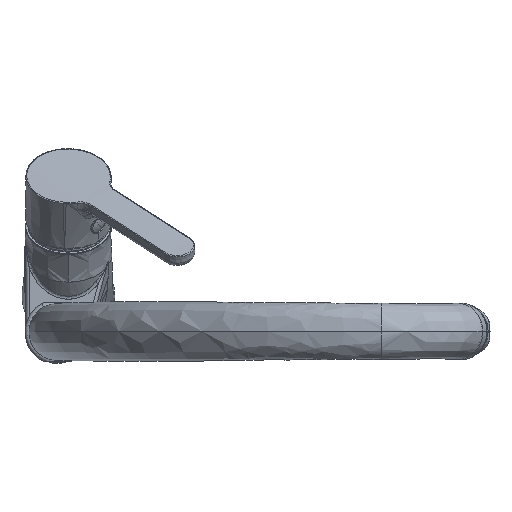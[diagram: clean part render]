
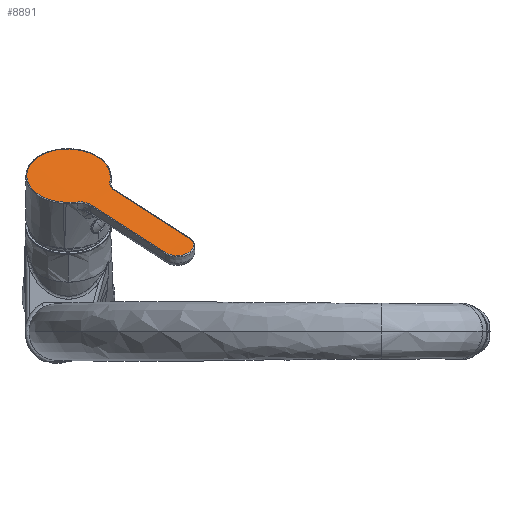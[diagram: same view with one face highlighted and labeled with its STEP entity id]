
A CAD part, top view. The second image highlights one B-rep face of the part: STEP entity #8891.
In plain terms, the highlighted cylindrical face has radius 500 mm (diameter 1000 mm), a partial arc.
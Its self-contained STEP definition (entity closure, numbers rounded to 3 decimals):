
#8521=CARTESIAN_POINT('Vertex',(20.567,56.874,80.361)) ;
#8531=CARTESIAN_POINT('Vertex',(20.638,60.241,76.189)) ;
#8535=CARTESIAN_POINT('Control Point',(20.638,60.241,76.189)) ;
#8536=CARTESIAN_POINT('Control Point',(20.772,59.572,77.017)) ;
#8537=CARTESIAN_POINT('Control Point',(20.833,58.896,77.855)) ;
#8538=CARTESIAN_POINT('Control Point',(20.818,58.218,78.696)) ;
#8539=CARTESIAN_POINT('Control Point',(20.729,57.543,79.533)) ;
#8540=CARTESIAN_POINT('Control Point',(20.567,56.874,80.361)) ;
#8715=CARTESIAN_POINT('Vertex',(20.448,61.193,75.007)) ;
#8725=CARTESIAN_POINT('Vertex',(-14.561,69.111,65.983)) ;
#8729=CARTESIAN_POINT('Control Point',(-14.561,69.111,65.983)) ;
#8730=CARTESIAN_POINT('Control Point',(-10.871,71.483,63.156)) ;
#8731=CARTESIAN_POINT('Control Point',(-6.014,73.056,61.177)) ;
#8732=CARTESIAN_POINT('Control Point',(-0.48,73.497,60.433)) ;
#8733=CARTESIAN_POINT('Control Point',(9.023,72.267,61.577)) ;
#8734=CARTESIAN_POINT('Control Point',(16.152,68.244,66.319)) ;
#8735=CARTESIAN_POINT('Control Point',(18.514,66.082,68.948)) ;
#8736=CARTESIAN_POINT('Control Point',(19.958,63.672,71.93)) ;
#8737=CARTESIAN_POINT('Control Point',(20.448,61.193,75.007)) ;
#8778=CARTESIAN_POINT('Control Point',(20.638,60.241,76.189)) ;
#8779=CARTESIAN_POINT('Control Point',(20.601,60.425,75.96)) ;
#8780=CARTESIAN_POINT('Control Point',(20.563,60.613,75.728)) ;
#8781=CARTESIAN_POINT('Control Point',(20.525,60.803,75.491)) ;
#8782=CARTESIAN_POINT('Control Point',(20.487,60.997,75.251)) ;
#8783=CARTESIAN_POINT('Control Point',(20.448,61.193,75.007)) ;
#8792=CARTESIAN_POINT('Axis2P3D Location',(22.449,-337.701,-227.059)) ;
#8797=CARTESIAN_POINT('Line Origine',(16.78,41.628,98.636)) ;
#8801=CARTESIAN_POINT('Vertex',(11.619,44.945,94.683)) ;
#8803=CARTESIAN_POINT('Vertex',(48.424,21.287,122.877)) ;
#8807=CARTESIAN_POINT('Control Point',(48.424,21.287,122.877)) ;
#8808=CARTESIAN_POINT('Control Point',(49.6,20.531,123.778)) ;
#8809=CARTESIAN_POINT('Control Point',(51.082,19.977,124.45)) ;
#8810=CARTESIAN_POINT('Control Point',(52.764,19.694,124.809)) ;
#8811=CARTESIAN_POINT('Control Point',(55.343,19.71,124.824)) ;
#8812=CARTESIAN_POINT('Control Point',(57.678,20.325,124.115)) ;
#8813=CARTESIAN_POINT('Control Point',(58.412,20.594,123.801)) ;
#8814=CARTESIAN_POINT('Control Point',(60.427,21.569,122.647)) ;
#8815=CARTESIAN_POINT('Control Point',(61.765,22.979,120.951)) ;
#8816=CARTESIAN_POINT('Control Point',(62.247,24.046,119.658)) ;
#8817=CARTESIAN_POINT('Control Point',(62.287,25.715,117.634)) ;
#8818=CARTESIAN_POINT('Control Point',(61.349,27.235,115.798)) ;
#8819=CARTESIAN_POINT('Control Point',(60.915,27.728,115.204)) ;
#8820=CARTESIAN_POINT('Control Point',(60.381,28.178,114.665)) ;
#8821=CARTESIAN_POINT('Control Point',(59.763,28.576,114.191)) ;
#8822=CARTESIAN_POINT('Vertex',(59.763,28.576,114.191)) ;
#8825=CARTESIAN_POINT('Line Origine',(28.119,48.916,89.95)) ;
#8829=CARTESIAN_POINT('Vertex',(22.958,52.234,85.997)) ;
#8833=CARTESIAN_POINT('Control Point',(22.958,52.234,85.997)) ;
#8834=CARTESIAN_POINT('Control Point',(21.549,53.139,84.917)) ;
#8835=CARTESIAN_POINT('Control Point',(20.579,54.324,83.491)) ;
#8836=CARTESIAN_POINT('Control Point',(20.266,55.637,81.893)) ;
#8837=CARTESIAN_POINT('Control Point',(20.567,56.874,80.361)) ;
#8840=CARTESIAN_POINT('Control Point',(-14.561,69.111,65.983)) ;
#8841=CARTESIAN_POINT('Control Point',(-17.393,67.291,68.152)) ;
#8842=CARTESIAN_POINT('Control Point',(-19.537,64.999,70.821)) ;
#8843=CARTESIAN_POINT('Control Point',(-20.771,62.376,73.821)) ;
#8844=CARTESIAN_POINT('Control Point',(-21.099,58.306,78.458)) ;
#8845=CARTESIAN_POINT('Control Point',(-19.277,54.52,82.807)) ;
#8846=CARTESIAN_POINT('Control Point',(-18.438,53.318,84.196)) ;
#8847=CARTESIAN_POINT('Control Point',(-15.702,50.413,87.581)) ;
#8848=CARTESIAN_POINT('Control Point',(-11.682,48.214,90.227)) ;
#8849=CARTESIAN_POINT('Control Point',(-8.823,47.212,91.48)) ;
#8850=CARTESIAN_POINT('Control Point',(-5.729,46.608,92.289)) ;
#8851=CARTESIAN_POINT('Control Point',(-2.559,46.405,92.632)) ;
#8852=CARTESIAN_POINT('Vertex',(-2.559,46.405,92.632)) ;
#8856=CARTESIAN_POINT('Control Point',(-2.559,46.405,92.632)) ;
#8857=CARTESIAN_POINT('Control Point',(-2.045,46.372,92.687)) ;
#8858=CARTESIAN_POINT('Control Point',(-1.539,46.339,92.742)) ;
#8859=CARTESIAN_POINT('Control Point',(-1.041,46.306,92.796)) ;
#8860=CARTESIAN_POINT('Vertex',(-1.041,46.306,92.796)) ;
#8864=CARTESIAN_POINT('Control Point',(-1.041,46.306,92.796)) ;
#8865=CARTESIAN_POINT('Control Point',(0.735,46.188,92.989)) ;
#8866=CARTESIAN_POINT('Control Point',(2.546,46.231,92.994)) ;
#8867=CARTESIAN_POINT('Control Point',(4.319,46.43,92.808)) ;
#8868=CARTESIAN_POINT('Vertex',(4.319,46.43,92.808)) ;
#8872=CARTESIAN_POINT('Control Point',(11.619,44.945,94.683)) ;
#8873=CARTESIAN_POINT('Control Point',(10.21,45.851,93.604)) ;
#8874=CARTESIAN_POINT('Control Point',(8.356,46.467,92.855)) ;
#8875=CARTESIAN_POINT('Control Point',(6.288,46.652,92.601)) ;
#8876=CARTESIAN_POINT('Control Point',(4.319,46.43,92.808)) ;
#8799=VECTOR('Line Direction',#8798,1.) ;
#8827=VECTOR('Line Direction',#8826,1.) ;
#8793=DIRECTION('Axis2P3D Direction',(0.707,-0.455,0.542)) ;
#8794=DIRECTION('Axis2P3D XDirection',(0.03,0.785,0.619)) ;
#8798=DIRECTION('Vector Direction',(0.707,-0.455,0.542)) ;
#8826=DIRECTION('Vector Direction',(0.707,-0.455,0.542)) ;
#8795=AXIS2_PLACEMENT_3D('Cylinder Axis2P3D',#8792,#8793,#8794) ;
#8800=LINE('Line',#8797,#8799) ;
#8828=LINE('Line',#8825,#8827) ;
#8796=CYLINDRICAL_SURFACE('generated cylinder',#8795,500.) ;
#8541=EDGE_CURVE('',#8522,#8532,#8534,.F.) ;
#8738=EDGE_CURVE('',#8716,#8726,#8728,.F.) ;
#8784=EDGE_CURVE('',#8532,#8716,#8777,.T.) ;
#8805=EDGE_CURVE('',#8802,#8804,#8800,.T.) ;
#8824=EDGE_CURVE('',#8804,#8823,#8806,.T.) ;
#8831=EDGE_CURVE('',#8823,#8830,#8828,.F.) ;
#8838=EDGE_CURVE('',#8830,#8522,#8832,.T.) ;
#8854=EDGE_CURVE('',#8726,#8853,#8839,.T.) ;
#8862=EDGE_CURVE('',#8853,#8861,#8855,.T.) ;
#8870=EDGE_CURVE('',#8861,#8869,#8863,.T.) ;
#8877=EDGE_CURVE('',#8869,#8802,#8871,.F.) ;
#8879=ORIENTED_EDGE('',*,*,#8805,.T.) ;
#8880=ORIENTED_EDGE('',*,*,#8824,.T.) ;
#8881=ORIENTED_EDGE('',*,*,#8831,.T.) ;
#8882=ORIENTED_EDGE('',*,*,#8838,.T.) ;
#8883=ORIENTED_EDGE('',*,*,#8541,.T.) ;
#8884=ORIENTED_EDGE('',*,*,#8784,.T.) ;
#8885=ORIENTED_EDGE('',*,*,#8738,.T.) ;
#8886=ORIENTED_EDGE('',*,*,#8854,.T.) ;
#8887=ORIENTED_EDGE('',*,*,#8862,.T.) ;
#8888=ORIENTED_EDGE('',*,*,#8870,.T.) ;
#8889=ORIENTED_EDGE('',*,*,#8877,.T.) ;
#8878=EDGE_LOOP('',(#8879,#8880,#8881,#8882,#8883,#8884,#8885,#8886,#8887,#8888,#8889)) ;
#8522=VERTEX_POINT('',#8521) ;
#8532=VERTEX_POINT('',#8531) ;
#8716=VERTEX_POINT('',#8715) ;
#8726=VERTEX_POINT('',#8725) ;
#8802=VERTEX_POINT('',#8801) ;
#8804=VERTEX_POINT('',#8803) ;
#8823=VERTEX_POINT('',#8822) ;
#8830=VERTEX_POINT('',#8829) ;
#8853=VERTEX_POINT('',#8852) ;
#8861=VERTEX_POINT('',#8860) ;
#8869=VERTEX_POINT('',#8868) ;
#8891=ADVANCED_FACE('P32539.1',(#8890),#8796,.T.) ;
#8534=B_SPLINE_CURVE_WITH_KNOTS('',5,(#8535,#8536,#8537,#8538,#8539,#8540),.UNSPECIFIED.,.F.,.U.,(6,6),(39.814,45.288),.UNSPECIFIED.) ;
#8728=B_SPLINE_CURVE_WITH_KNOTS('',5,(#8729,#8730,#8731,#8732,#8733,#8734,#8735,#8736,#8737),.UNSPECIFIED.,.F.,.U.,(6,3,6),(204.965,232.187,252.962),.UNSPECIFIED.) ;
#8777=B_SPLINE_CURVE_WITH_KNOTS('',5,(#8778,#8779,#8780,#8781,#8782,#8783),.UNSPECIFIED.,.F.,.U.,(6,6),(500.004,501.533),.UNSPECIFIED.) ;
#8806=B_SPLINE_CURVE_WITH_KNOTS('',5,(#8807,#8808,#8809,#8810,#8811,#8812,#8813,#8814,#8815,#8816,#8817,#8818,#8819,#8820,#8821),.UNSPECIFIED.,.F.,.U.,(6,3,3,3,6),(0.,11.791,17.692,29.491,35.687),.UNSPECIFIED.) ;
#8832=B_SPLINE_CURVE_WITH_KNOTS('',4,(#8833,#8834,#8835,#8836,#8837),.UNSPECIFIED.,.F.,.U.,(5,5),(0.,11.294),.UNSPECIFIED.) ;
#8839=B_SPLINE_CURVE_WITH_KNOTS('',5,(#8840,#8841,#8842,#8843,#8844,#8845,#8846,#8847,#8848,#8849,#8850,#8851),.UNSPECIFIED.,.F.,.U.,(6,3,3,6),(0.,28.511,42.753,65.507),.UNSPECIFIED.) ;
#8855=B_SPLINE_CURVE_WITH_KNOTS('',3,(#8856,#8857,#8858,#8859),.UNSPECIFIED.,.F.,.U.,(4,4),(0.,2.163),.UNSPECIFIED.) ;
#8863=B_SPLINE_CURVE_WITH_KNOTS('',3,(#8864,#8865,#8866,#8867),.UNSPECIFIED.,.F.,.U.,(4,4),(0.,7.613),.UNSPECIFIED.) ;
#8871=B_SPLINE_CURVE_WITH_KNOTS('',4,(#8872,#8873,#8874,#8875,#8876),.UNSPECIFIED.,.F.,.U.,(5,5),(0.,11.29),.UNSPECIFIED.) ;
#8890=FACE_OUTER_BOUND('',#8878,.T.) ;
